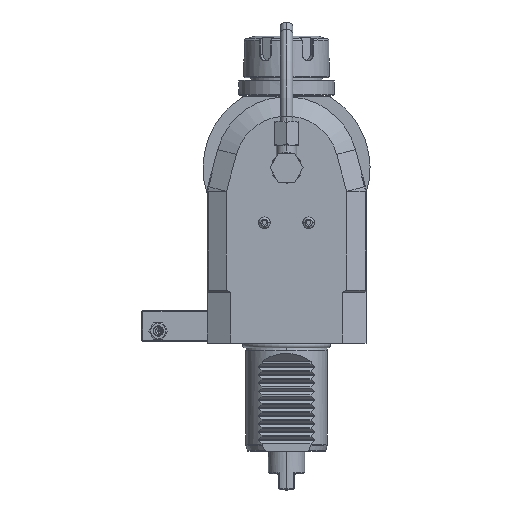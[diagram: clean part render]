
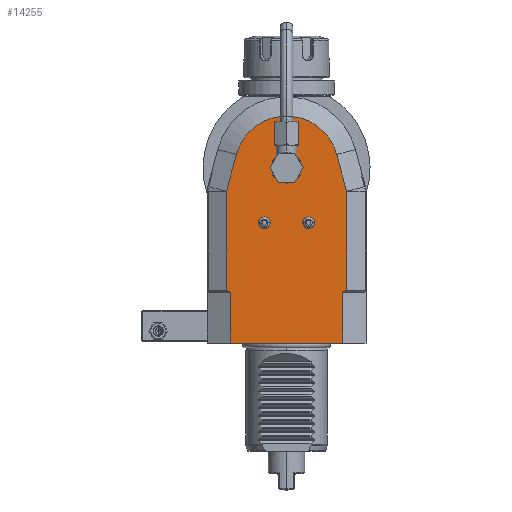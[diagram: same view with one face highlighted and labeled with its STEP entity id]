
A CAD part, top view. The second image highlights one B-rep face of the part: STEP entity #14255.
In plain terms, the highlighted planar face has unit normal (0, 0, 1).
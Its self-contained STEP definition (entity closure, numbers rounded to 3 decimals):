
#318=DIRECTION('',(-1.,0.,0.));
#319=VECTOR('',#318,55.);
#320=CARTESIAN_POINT('',(27.5,-86.,40.));
#321=LINE('',#320,#319);
#486=DIRECTION('',(0.,-1.,0.));
#487=VECTOR('',#486,25.);
#488=CARTESIAN_POINT('',(27.5,-61.,40.));
#489=LINE('',#488,#487);
#490=DIRECTION('',(0.,1.,0.));
#491=VECTOR('',#490,25.);
#492=CARTESIAN_POINT('',(-27.5,-86.,40.));
#493=LINE('',#492,#491);
#494=DIRECTION('',(0.894,-0.447,0.));
#495=VECTOR('',#494,2.236);
#496=CARTESIAN_POINT('',(-29.5,-60.,40.));
#497=LINE('',#496,#495);
#498=DIRECTION('',(0.,-1.,0.));
#499=VECTOR('',#498,48.363);
#500=CARTESIAN_POINT('',(-29.5,-11.637,40.));
#501=LINE('',#500,#499);
#502=CARTESIAN_POINT('',(-29.,-11.637,40.));
#503=DIRECTION('',(0.,0.,1.));
#504=DIRECTION('',(-0.966,0.259,0.));
#505=AXIS2_PLACEMENT_3D('',#502,#503,#504);
#507=DIRECTION('',(-0.259,-0.966,0.));
#508=VECTOR('',#507,18.746);
#509=CARTESIAN_POINT('',(-24.631,6.6,40.));
#510=LINE('',#509,#508);
#511=CARTESIAN_POINT('',(0.,0.,40.));
#512=DIRECTION('',(0.,0.,1.));
#513=DIRECTION('',(0.966,0.259,0.));
#514=AXIS2_PLACEMENT_3D('',#511,#512,#513);
#516=DIRECTION('',(-0.259,0.966,0.));
#517=VECTOR('',#516,18.746);
#518=CARTESIAN_POINT('',(29.483,-11.507,40.));
#519=LINE('',#518,#517);
#520=CARTESIAN_POINT('',(29.,-11.637,40.));
#521=DIRECTION('',(0.,0.,1.));
#522=DIRECTION('',(1.,0.,0.));
#523=AXIS2_PLACEMENT_3D('',#520,#521,#522);
#525=DIRECTION('',(0.,1.,0.));
#526=VECTOR('',#525,48.363);
#527=CARTESIAN_POINT('',(29.5,-60.,40.));
#528=LINE('',#527,#526);
#529=DIRECTION('',(0.894,0.447,0.));
#530=VECTOR('',#529,2.236);
#531=CARTESIAN_POINT('',(27.5,-61.,40.));
#532=LINE('',#531,#530);
#533=CARTESIAN_POINT('',(0.,0.,40.));
#534=DIRECTION('',(0.,0.,1.));
#535=DIRECTION('',(1.,0.,0.));
#536=AXIS2_PLACEMENT_3D('',#533,#534,#535);
#538=CARTESIAN_POINT('',(0.,0.,40.));
#539=DIRECTION('',(0.,0.,1.));
#540=DIRECTION('',(-1.,0.,0.));
#541=AXIS2_PLACEMENT_3D('',#538,#539,#540);
#543=CARTESIAN_POINT('',(10.864,-26.888,40.));
#544=DIRECTION('',(0.,0.,1.));
#545=DIRECTION('',(-1.,0.,0.));
#546=AXIS2_PLACEMENT_3D('',#543,#544,#545);
#548=CARTESIAN_POINT('',(10.864,-26.888,40.));
#549=DIRECTION('',(0.,0.,1.));
#550=DIRECTION('',(1.,0.,0.));
#551=AXIS2_PLACEMENT_3D('',#548,#549,#550);
#553=CARTESIAN_POINT('',(-10.864,-26.888,40.));
#554=DIRECTION('',(0.,0.,1.));
#555=DIRECTION('',(-1.,0.,0.));
#556=AXIS2_PLACEMENT_3D('',#553,#554,#555);
#558=CARTESIAN_POINT('',(-10.864,-26.888,40.));
#559=DIRECTION('',(0.,0.,1.));
#560=DIRECTION('',(1.,0.,0.));
#561=AXIS2_PLACEMENT_3D('',#558,#559,#560);
#12479=CARTESIAN_POINT('',(24.631,6.6,40.));
#12480=CARTESIAN_POINT('',(-24.631,6.6,40.));
#12481=VERTEX_POINT('',#12479);
#12482=VERTEX_POINT('',#12480);
#12487=CARTESIAN_POINT('',(-29.483,-11.507,40.));
#12488=VERTEX_POINT('',#12487);
#12489=CARTESIAN_POINT('',(29.483,-11.507,40.));
#12490=VERTEX_POINT('',#12489);
#12491=CARTESIAN_POINT('',(-29.5,-11.637,40.));
#12492=VERTEX_POINT('',#12491);
#12493=CARTESIAN_POINT('',(29.5,-11.637,40.));
#12494=VERTEX_POINT('',#12493);
#12512=CARTESIAN_POINT('',(29.5,-60.,40.));
#12514=VERTEX_POINT('',#12512);
#12521=CARTESIAN_POINT('',(-29.5,-60.,40.));
#12522=VERTEX_POINT('',#12521);
#12833=CARTESIAN_POINT('',(-13.714,-26.888,40.));
#12834=CARTESIAN_POINT('',(-8.014,-26.888,40.));
#12835=VERTEX_POINT('',#12833);
#12836=VERTEX_POINT('',#12834);
#12869=CARTESIAN_POINT('',(8.014,-26.888,40.));
#12870=CARTESIAN_POINT('',(13.714,-26.888,40.));
#12871=VERTEX_POINT('',#12869);
#12872=VERTEX_POINT('',#12870);
#12985=CARTESIAN_POINT('',(27.5,-61.,40.));
#12986=VERTEX_POINT('',#12985);
#12987=CARTESIAN_POINT('',(-27.5,-61.,40.));
#12988=VERTEX_POINT('',#12987);
#13499=CARTESIAN_POINT('',(6.5,0.,40.));
#13500=CARTESIAN_POINT('',(-6.5,0.,40.));
#13501=VERTEX_POINT('',#13499);
#13502=VERTEX_POINT('',#13500);
#13663=CARTESIAN_POINT('',(-27.5,-86.,40.));
#13665=VERTEX_POINT('',#13663);
#13668=CARTESIAN_POINT('',(27.5,-86.,40.));
#13670=VERTEX_POINT('',#13668);
#14208=CARTESIAN_POINT('',(0.,0.,40.));
#14209=DIRECTION('',(0.,0.,1.));
#14210=DIRECTION('',(1.,0.,0.));
#14211=AXIS2_PLACEMENT_3D('',#14208,#14209,#14210);
#14212=PLANE('',#14211);
#14214=ORIENTED_EDGE('',*,*,#14213,.T.);
#14215=ORIENTED_EDGE('',*,*,#14174,.T.);
#14216=ORIENTED_EDGE('',*,*,#14199,.T.);
#14218=ORIENTED_EDGE('',*,*,#14217,.F.);
#14220=ORIENTED_EDGE('',*,*,#14219,.F.);
#14222=ORIENTED_EDGE('',*,*,#14221,.F.);
#14224=ORIENTED_EDGE('',*,*,#14223,.F.);
#14226=ORIENTED_EDGE('',*,*,#14225,.F.);
#14228=ORIENTED_EDGE('',*,*,#14227,.F.);
#14230=ORIENTED_EDGE('',*,*,#14229,.F.);
#14232=ORIENTED_EDGE('',*,*,#14231,.F.);
#14234=ORIENTED_EDGE('',*,*,#14233,.F.);
#14235=EDGE_LOOP('',(#14214,#14215,#14216,#14218,#14220,#14222,#14224,#14226,
#14228,#14230,#14232,#14234));
#14236=FACE_OUTER_BOUND('',#14235,.F.);
#14238=ORIENTED_EDGE('',*,*,#14237,.T.);
#14240=ORIENTED_EDGE('',*,*,#14239,.T.);
#14241=EDGE_LOOP('',(#14238,#14240));
#14242=FACE_BOUND('',#14241,.F.);
#14244=ORIENTED_EDGE('',*,*,#14243,.T.);
#14246=ORIENTED_EDGE('',*,*,#14245,.T.);
#14247=EDGE_LOOP('',(#14244,#14246));
#14248=FACE_BOUND('',#14247,.F.);
#14250=ORIENTED_EDGE('',*,*,#14249,.T.);
#14252=ORIENTED_EDGE('',*,*,#14251,.T.);
#14253=EDGE_LOOP('',(#14250,#14252));
#14254=FACE_BOUND('',#14253,.F.);
#506=CIRCLE('',#505,0.5);
#515=CIRCLE('',#514,25.5);
#524=CIRCLE('',#523,0.5);
#537=CIRCLE('',#536,6.5);
#542=CIRCLE('',#541,6.5);
#547=CIRCLE('',#546,2.85);
#552=CIRCLE('',#551,2.85);
#557=CIRCLE('',#556,2.85);
#562=CIRCLE('',#561,2.85);
#14174=EDGE_CURVE('',#13670,#13665,#321,.T.);
#14199=EDGE_CURVE('',#13665,#12988,#493,.T.);
#14213=EDGE_CURVE('',#12986,#13670,#489,.T.);
#14217=EDGE_CURVE('',#12522,#12988,#497,.T.);
#14219=EDGE_CURVE('',#12492,#12522,#501,.T.);
#14221=EDGE_CURVE('',#12488,#12492,#506,.T.);
#14223=EDGE_CURVE('',#12482,#12488,#510,.T.);
#14225=EDGE_CURVE('',#12481,#12482,#515,.T.);
#14227=EDGE_CURVE('',#12490,#12481,#519,.T.);
#14229=EDGE_CURVE('',#12494,#12490,#524,.T.);
#14231=EDGE_CURVE('',#12514,#12494,#528,.T.);
#14233=EDGE_CURVE('',#12986,#12514,#532,.T.);
#14237=EDGE_CURVE('',#13501,#13502,#537,.T.);
#14239=EDGE_CURVE('',#13502,#13501,#542,.T.);
#14243=EDGE_CURVE('',#12871,#12872,#547,.T.);
#14245=EDGE_CURVE('',#12872,#12871,#552,.T.);
#14249=EDGE_CURVE('',#12835,#12836,#557,.T.);
#14251=EDGE_CURVE('',#12836,#12835,#562,.T.);
#14255=ADVANCED_FACE('',(#14236,#14242,#14248,#14254),#14212,.T.);
